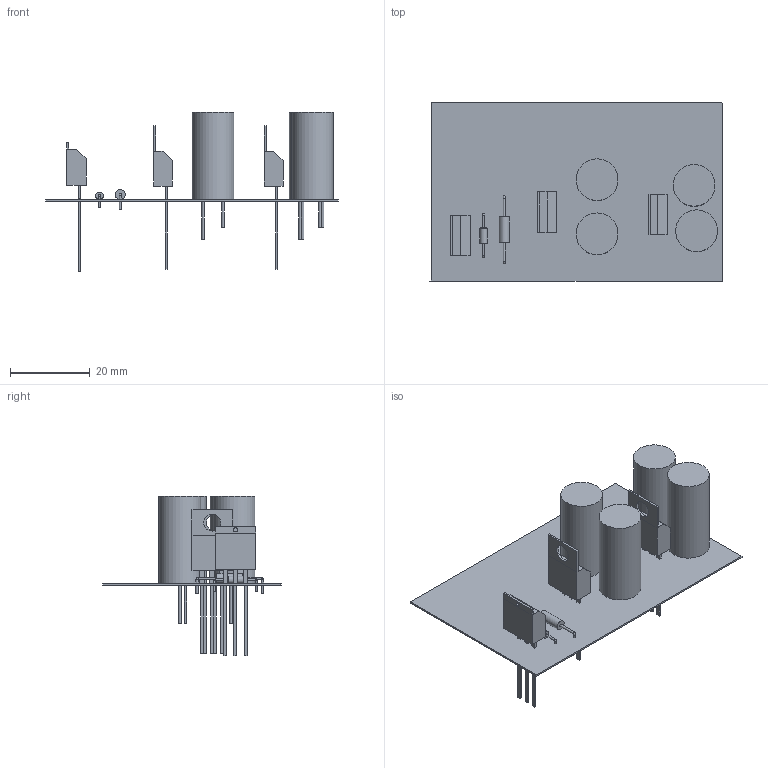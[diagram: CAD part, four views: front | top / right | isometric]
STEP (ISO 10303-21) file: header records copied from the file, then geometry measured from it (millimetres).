
FILE_DESCRIPTION(('Open CASCADE Model'),'2;1');
FILE_NAME('Open CASCADE Shape Model','2020-01-28T01:32:44',('Author'),( 'Open CASCADE'),'Open CASCADE STEP processor 6.8','Open CASCADE 6.8' ,'Unknown');
FILE_SCHEMA(('AUTOMOTIVE_DESIGN { 1 0 10303 214 1 1 1 1 }'));
Length unit declared in the file: millimetre
Products named in the file (1): PCB
Bounding box: 73.41 x 44.96 x 40.16 mm (x, y, z)
Volume: 10371.1 mm3; surface area: 12362.7 mm2
Topology: 34 solids, 34 shells, 203 faces, 396 edges, 259 vertices
Faces by surface type: plane 173, cylinder 25, torus 3, revolution 1, cone 1
Full cylindrical faces by diameter (mm): 0.533 x4, 0.6 x12, 1.1 x1, 1.91 x1, 2.5 x1, 4.25 x2, 10.5 x4
Entity records: 5297 total; most frequent: CARTESIAN_POINT 858, DIRECTION 856, ORIENTED_EDGE 788, EDGE_CURVE 394, LINE 341, VECTOR 341, VERTEX_POINT 259, AXIS2_PLACEMENT_3D 257
